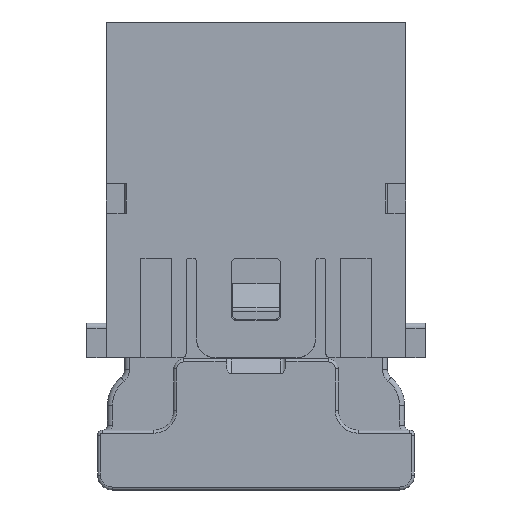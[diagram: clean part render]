
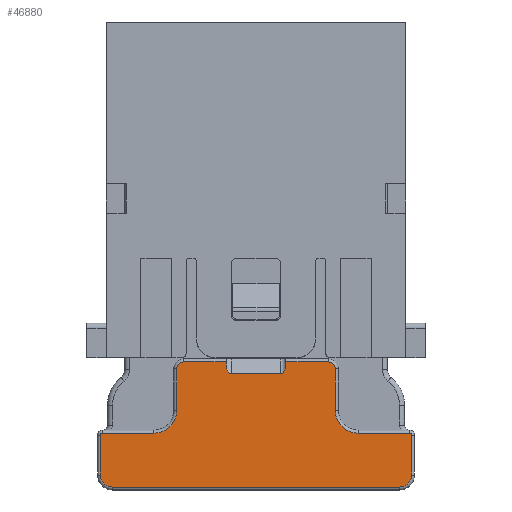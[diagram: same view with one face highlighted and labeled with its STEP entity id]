
A CAD part, left-side view. The second image highlights one B-rep face of the part: STEP entity #46880.
In plain terms, the highlighted face is planar.
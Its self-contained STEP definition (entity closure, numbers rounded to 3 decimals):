
#34680=CARTESIAN_POINT('',(45.375,65.9,-39.55));
#34690=VERTEX_POINT('',#34680);
#34720=CARTESIAN_POINT('',(0.,65.9,-39.55));
#34730=DIRECTION('',(1.,0.,0.));
#34740=VECTOR('',#34730,1.);
#34750=LINE('',#34720,#34740);
#34760=CARTESIAN_POINT('',(50.525,65.9,
-39.55));
#34770=VERTEX_POINT('',#34760);
#34780=EDGE_CURVE('',#34690,#34770,#34750,.T.);
#37500=CARTESIAN_POINT('',(76.175,65.9,-39.55));
#37510=VERTEX_POINT('',#37500);
#37560=CARTESIAN_POINT('',(76.175,65.9,-39.75));
#37570=DIRECTION('',(0.,1.,0.));
#37580=DIRECTION('',(1.,0.,0.));
#37590=AXIS2_PLACEMENT_3D('',#37560,#37570,#37580);
#37600=CIRCLE('',#37590,0.2);
#37610=CARTESIAN_POINT('',(76.375,65.9,-39.75));
#37620=VERTEX_POINT('',#37610);
#37630=EDGE_CURVE('',#37510,#37620,#37600,.T.);
#41120=CARTESIAN_POINT('',(57.775,65.9,
-32.6));
#41130=VERTEX_POINT('',#41120);
#41160=CARTESIAN_POINT('',(58.275,65.9,
-32.6));
#41170=DIRECTION('',(0.,1.,0.));
#41180=DIRECTION('',(0.,0.,1.));
#41190=AXIS2_PLACEMENT_3D('',#41160,#41170,#41180);
#41200=ELLIPSE('',#41190,1.,0.5);
#41210=CARTESIAN_POINT('',(58.275,65.9,
-33.6));
#41220=VERTEX_POINT('',#41210);
#41230=EDGE_CURVE('',#41220,#41130,#41200,.T.);
#45240=CARTESIAN_POINT('',(53.975,65.9,-35.5));
#45250=DIRECTION('',(-0.,1.,0.));
#45260=DIRECTION('',(0.,0.,1.));
#45270=AXIS2_PLACEMENT_3D('',#45240,#45250,#45260);
#45280=PLANE('',#45270);
#45290=CARTESIAN_POINT('',(68.024,65.9,
-33.1));
#45300=DIRECTION('',(0.,-1.,0.));
#45310=DIRECTION('',(-1.,0.,0.));
#45320=AXIS2_PLACEMENT_3D('',#45290,#45300,#45310);
#45330=CIRCLE('',#45320,0.7);
#45340=CARTESIAN_POINT('',(68.724,65.9,
-33.1));
#45350=VERTEX_POINT('',#45340);
#45360=CARTESIAN_POINT('',(68.024,65.9,
-32.4));
#45370=VERTEX_POINT('',#45360);
#45380=EDGE_CURVE('',#45350,#45370,#45330,.T.);
#45390=ORIENTED_EDGE('',*,*,#45380,.F.);
#45400=CARTESIAN_POINT('',(0.,65.9,-32.4));
#45410=DIRECTION('',(-1.,0.,0.));
#45420=VECTOR('',#45410,1.);
#45430=LINE('',#45400,#45420);
#45440=CARTESIAN_POINT('',(63.775,65.9,
-32.4));
#45450=VERTEX_POINT('',#45440);
#45460=EDGE_CURVE('',#45370,#45450,#45430,.T.);
#45470=ORIENTED_EDGE('',*,*,#45460,.F.);
#45480=CARTESIAN_POINT('',(63.775,65.9,0.));
#45490=DIRECTION('',(0.,0.,-1.));
#45500=VECTOR('',#45490,1.);
#45510=LINE('',#45480,#45500);
#45520=CARTESIAN_POINT('',(63.775,65.9,
-32.6));
#45530=VERTEX_POINT('',#45520);
#45540=EDGE_CURVE('',#45450,#45530,#45510,.T.);
#45550=ORIENTED_EDGE('',*,*,#45540,.F.);
#45560=CARTESIAN_POINT('',(63.275,65.9,
-32.6));
#45570=DIRECTION('',(0.,1.,0.));
#45580=DIRECTION('',(0.,0.,1.));
#45590=AXIS2_PLACEMENT_3D('',#45560,#45570,#45580);
#45600=ELLIPSE('',#45590,1.,0.5);
#45610=CARTESIAN_POINT('',(63.275,65.9,
-33.6));
#45620=VERTEX_POINT('',#45610);
#45630=EDGE_CURVE('',#45530,#45620,#45600,.T.);
#45640=ORIENTED_EDGE('',*,*,#45630,.F.);
#45650=CARTESIAN_POINT('',(0.,65.9,-33.6));
#45660=DIRECTION('',(1.,0.,0.));
#45670=VECTOR('',#45660,1.);
#45680=LINE('',#45650,#45670);
#45690=EDGE_CURVE('',#41220,#45620,#45680,.T.);
#45700=ORIENTED_EDGE('',*,*,#45690,.T.);
#45710=ORIENTED_EDGE('',*,*,#41230,.F.);
#45720=CARTESIAN_POINT('',(57.775,65.9,0.));
#45730=DIRECTION('',(0.,0.,-1.));
#45740=VECTOR('',#45730,1.);
#45750=LINE('',#45720,#45740);
#45760=CARTESIAN_POINT('',(57.775,65.9,
-32.4));
#45770=VERTEX_POINT('',#45760);
#45780=EDGE_CURVE('',#45770,#41130,#45750,.T.);
#45790=ORIENTED_EDGE('',*,*,#45780,.T.);
#45800=CARTESIAN_POINT('',(0.,65.9,-32.4));
#45810=DIRECTION('',(-1.,0.,0.));
#45820=VECTOR('',#45810,1.);
#45830=LINE('',#45800,#45820);
#45840=CARTESIAN_POINT('',(53.525,65.9,
-32.4));
#45850=VERTEX_POINT('',#45840);
#45860=EDGE_CURVE('',#45770,#45850,#45830,.T.);
#45870=ORIENTED_EDGE('',*,*,#45860,.F.);
#45880=CARTESIAN_POINT('',(53.525,65.9,
-33.1));
#45890=DIRECTION('',(0.,-1.,0.));
#45900=DIRECTION('',(-1.,0.,0.));
#45910=AXIS2_PLACEMENT_3D('',#45880,#45890,#45900);
#45920=CIRCLE('',#45910,0.7);
#45930=CARTESIAN_POINT('',(52.825,65.9,
-33.1));
#45940=VERTEX_POINT('',#45930);
#45950=EDGE_CURVE('',#45850,#45940,#45920,.T.);
#45960=ORIENTED_EDGE('',*,*,#45950,.F.);
#45970=CARTESIAN_POINT('',(52.825,65.9,
0.));
#45980=DIRECTION('',(0.,0.,1.));
#45990=VECTOR('',#45980,1.);
#46000=LINE('',#45970,#45990);
#46010=CARTESIAN_POINT('',(52.825,65.9,
-37.25));
#46020=VERTEX_POINT('',#46010);
#46030=EDGE_CURVE('',#46020,#45940,#46000,.T.);
#46040=ORIENTED_EDGE('',*,*,#46030,.T.);
#46050=CARTESIAN_POINT('',(50.525,65.9,
-37.25));
#46060=DIRECTION('',(0.,-1.,0.));
#46070=DIRECTION('',(-1.,0.,0.));
#46080=AXIS2_PLACEMENT_3D('',#46050,#46060,#46070);
#46090=CIRCLE('',#46080,2.3);
#46100=EDGE_CURVE('',#34770,#46020,#46090,.T.);
#46110=ORIENTED_EDGE('',*,*,#46100,.T.);
#46120=ORIENTED_EDGE('',*,*,#34780,.T.);
#46130=CARTESIAN_POINT('',(45.375,65.9,-39.75));
#46140=DIRECTION('',(0.,1.,0.));
#46150=DIRECTION('',(1.,0.,0.));
#46160=AXIS2_PLACEMENT_3D('',#46130,#46140,#46150);
#46170=CIRCLE('',#46160,0.2);
#46180=CARTESIAN_POINT('',(45.175,65.9,-39.75));
#46190=VERTEX_POINT('',#46180);
#46200=EDGE_CURVE('',#46190,#34690,#46170,.T.);
#46210=ORIENTED_EDGE('',*,*,#46200,.T.);
#46220=CARTESIAN_POINT('',(45.175,65.9,0.))
;
#46230=DIRECTION('',(0.,0.,-1.));
#46240=VECTOR('',#46230,1.);
#46250=LINE('',#46220,#46240);
#46260=CARTESIAN_POINT('',(45.175,65.9,-43.75));
#46270=VERTEX_POINT('',#46260);
#46280=EDGE_CURVE('',#46190,#46270,#46250,.T.);
#46290=ORIENTED_EDGE('',*,*,#46280,.F.);
#46300=CARTESIAN_POINT('',(46.375,65.9,-43.75));
#46310=DIRECTION('',(0.,1.,0.));
#46320=DIRECTION('',(1.,0.,0.));
#46330=AXIS2_PLACEMENT_3D('',#46300,#46310,#46320);
#46340=CIRCLE('',#46330,1.2);
#46350=CARTESIAN_POINT('',(46.375,65.9,-44.95));
#46360=VERTEX_POINT('',#46350);
#46370=EDGE_CURVE('',#46360,#46270,#46340,.T.);
#46380=ORIENTED_EDGE('',*,*,#46370,.T.);
#46390=CARTESIAN_POINT('',(0.,65.9,-44.95));
#46400=DIRECTION('',(1.,0.,0.));
#46410=VECTOR('',#46400,1.);
#46420=LINE('',#46390,#46410);
#46430=CARTESIAN_POINT('',(75.175,65.9,-44.95));
#46440=VERTEX_POINT('',#46430);
#46450=EDGE_CURVE('',#46360,#46440,#46420,.T.);
#46460=ORIENTED_EDGE('',*,*,#46450,.F.);
#46470=CARTESIAN_POINT('',(75.175,65.9,-43.75));
#46480=DIRECTION('',(0.,1.,0.));
#46490=DIRECTION('',(1.,0.,0.));
#46500=AXIS2_PLACEMENT_3D('',#46470,#46480,#46490);
#46510=CIRCLE('',#46500,1.2);
#46520=CARTESIAN_POINT('',(76.375,65.9,-43.75));
#46530=VERTEX_POINT('',#46520);
#46540=EDGE_CURVE('',#46530,#46440,#46510,.T.);
#46550=ORIENTED_EDGE('',*,*,#46540,.T.);
#46560=CARTESIAN_POINT('',(76.375,65.9,0.))
;
#46570=DIRECTION('',(0.,0.,1.));
#46580=VECTOR('',#46570,1.);
#46590=LINE('',#46560,#46580);
#46600=EDGE_CURVE('',#46530,#37620,#46590,.T.);
#46610=ORIENTED_EDGE('',*,*,#46600,.F.);
#46620=ORIENTED_EDGE('',*,*,#37630,.T.);
#46630=CARTESIAN_POINT('',(0.,65.9,-39.55));
#46640=DIRECTION('',(-1.,0.,0.));
#46650=VECTOR('',#46640,1.);
#46660=LINE('',#46630,#46650);
#46670=CARTESIAN_POINT('',(71.024,65.9,
-39.55));
#46680=VERTEX_POINT('',#46670);
#46690=EDGE_CURVE('',#37510,#46680,#46660,.T.);
#46700=ORIENTED_EDGE('',*,*,#46690,.F.);
#46710=CARTESIAN_POINT('',(71.024,65.9,
-37.25));
#46720=DIRECTION('',(0.,1.,0.));
#46730=DIRECTION('',(1.,0.,0.));
#46740=AXIS2_PLACEMENT_3D('',#46710,#46720,#46730);
#46750=CIRCLE('',#46740,2.3);
#46760=CARTESIAN_POINT('',(68.724,65.9,
-37.25));
#46770=VERTEX_POINT('',#46760);
#46780=EDGE_CURVE('',#46680,#46770,#46750,.T.);
#46790=ORIENTED_EDGE('',*,*,#46780,.F.);
#46800=CARTESIAN_POINT('',(68.724,65.9,
0.));
#46810=DIRECTION('',(0.,0.,-1.));
#46820=VECTOR('',#46810,1.);
#46830=LINE('',#46800,#46820);
#46840=EDGE_CURVE('',#45350,#46770,#46830,.T.);
#46850=ORIENTED_EDGE('',*,*,#46840,.T.);
#46860=EDGE_LOOP('',(#46850,#46790,#46700,#46620,#46610,#46550,#46460,
#46380,#46290,#46210,#46120,#46110,#46040,#45960,#45870,#45790,#45710,
#45700,#45640,#45550,#45470,#45390));
#46870=FACE_OUTER_BOUND('',#46860,.T.);
#46880=ADVANCED_FACE('',(#46870),#45280,.T.);
